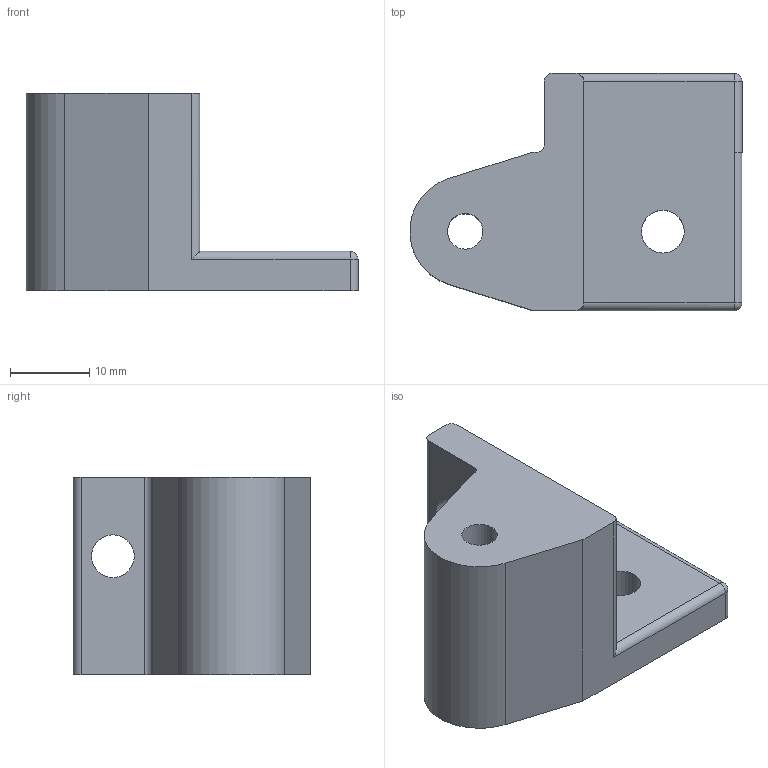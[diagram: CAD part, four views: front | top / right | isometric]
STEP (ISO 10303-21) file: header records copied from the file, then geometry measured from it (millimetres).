
FILE_DESCRIPTION(/* description */ (''),/* implementation_level */ '2;1');
FILE_NAME(/* name */ 'new_bed_bracket v8.step',/* time_stamp */ '2020-09-24T13:20:09-07:00',/* author */ (''),/* organization */ (''),/* preprocessor_version */ 'ST-DEVELOPER v18.1',/* originating_system */ 'Autodesk Translation Framework v9.3.0.1241',/* authorisation */ '');
FILE_SCHEMA (('AUTOMOTIVE_DESIGN { 1 0 10303 214 3 1 1 }'));
Length unit declared in the file: millimetre
Products named in the file (1): new_bed_bracket
Bounding box: 41.98 x 30 x 25 mm (x, y, z)
Volume: 12467.7 mm3; surface area: 4859 mm2
Topology: 1 solids, 1 shells, 28 faces, 69 edges, 43 vertices
Faces by surface type: cylinder 14, plane 12, sphere 2
Full cylindrical faces by diameter (mm): 4.5 x1, 5.4 x2
Entity records: 878 total; most frequent: DIRECTION 152, CARTESIAN_POINT 141, ORIENTED_EDGE 138, EDGE_CURVE 69, AXIS2_PLACEMENT_3D 54, LINE 44, VECTOR 44, VERTEX_POINT 43
